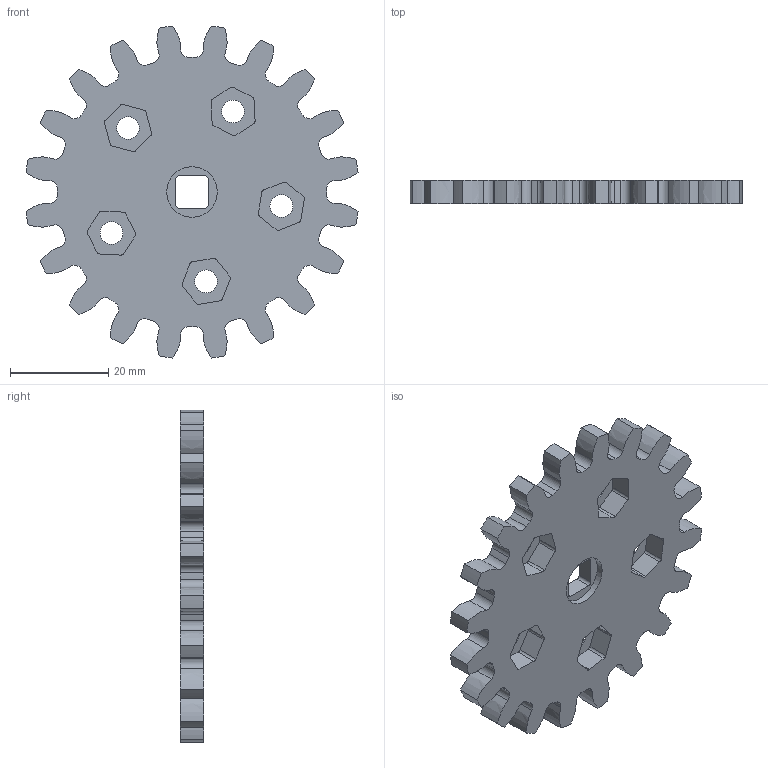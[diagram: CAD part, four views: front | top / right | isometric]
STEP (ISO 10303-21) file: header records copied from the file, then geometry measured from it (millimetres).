
FILE_DESCRIPTION(/* description */ (''),/* implementation_level */ '2;1');
FILE_NAME(/* name */ 'gears_v8.step',/* time_stamp */ '2024-06-27T20:43:55-05:00',/* author */ (''),/* organization */ (''),/* preprocessor_version */ 'ST-DEVELOPER v20',/* originating_system */ 'Autodesk Translation Framework v13.14.0.145',/* authorisation */ '');
FILE_SCHEMA (('AUTOMOTIVE_DESIGN { 1 0 10303 214 3 1 1 }'));
Length unit declared in the file: metre
Products named in the file (2): gears_v8; Spur gear (20 teeth)
Assembly tree (1 placements, depth 2):
  gears_v8
    Spur gear (20 teeth)
Bounding box: 67.59 x 4.76 x 67.59 mm (x, y, z)
Volume: 12235.4 mm3; surface area: 8313.8 mm2
Topology: 1 solids, 1 shells, 202 faces, 582 edges, 388 vertices
Faces by surface type: cylinder 120, plane 42, bspline 40
Full cylindrical faces by diameter (mm): 4.623 x5, 10.287 x1
Entity records: 10250 total; most frequent: CARTESIAN_POINT 4895, ORIENTED_EDGE 1164, DIRECTION 1072, EDGE_CURVE 582, AXIS2_PLACEMENT_3D 405, VERTEX_POINT 388, LINE 262, VECTOR 262
